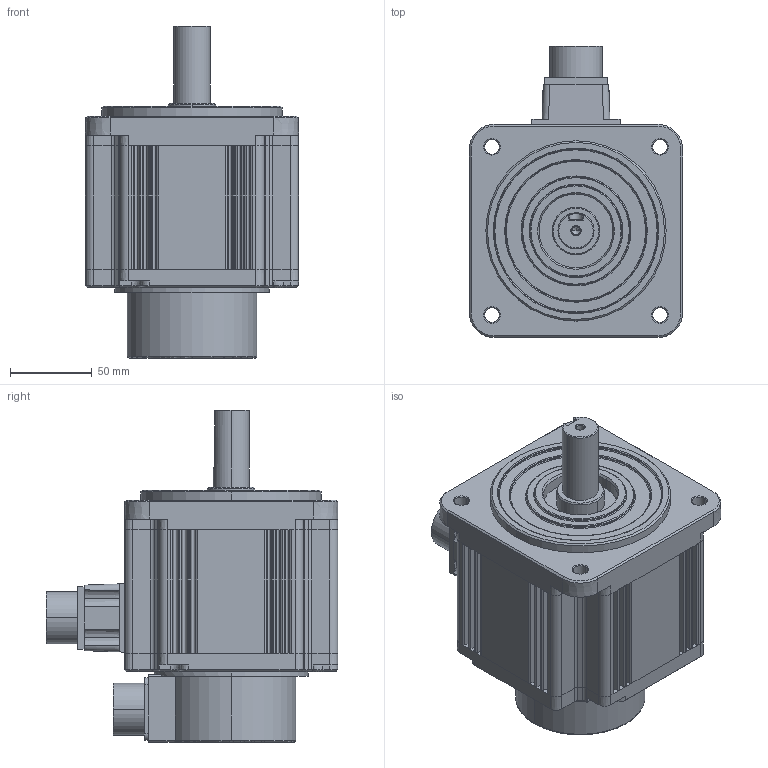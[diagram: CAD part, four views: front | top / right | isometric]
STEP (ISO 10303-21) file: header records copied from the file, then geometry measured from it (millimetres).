
FILE_DESCRIPTION(('HOOPS Exchange Step'),'2;1');
FILE_NAME('export-8E6736F5-36FF-44DC-8197-E8FAD88CFC25.stp','2021-02-16T21:27:36+01:00',('Engineering'),('Alibre'),'HOOPS Exchange 2020.1','Alibre','Unknown authorisation');
FILE_SCHEMA( ('AP242_MANAGED_MODEL_BASED_3D_ENGINEERING_MIM_LF {1 0 10303 442 1 1 4 }') );
Length unit declared in the file: millimetre
Products named in the file (1): 5485 AC Servo Motor 500W ECMA-E21305RS
Bounding box: 130 x 177.75 x 202.5 mm (x, y, z)
Volume: 1922200.6 mm3; surface area: 129869.4 mm2
Topology: 1 solids, 1 shells, 544 faces, 1316 edges, 786 vertices
Faces by surface type: plane 265, cylinder 136, cone 108, torus 34, bspline 1
Entity records: 15952 total; most frequent: CARTESIAN_POINT 2966, DIRECTION 2872, ORIENTED_EDGE 2626, EDGE_CURVE 1313, AXIS2_PLACEMENT_3D 1043, VERTEX_POINT 786, VECTOR 786, LINE 786
